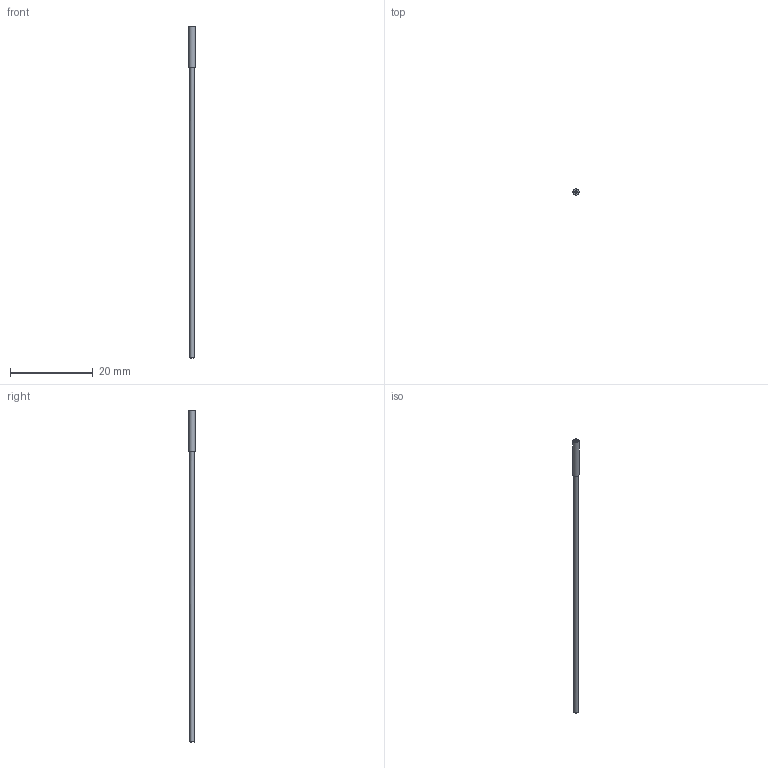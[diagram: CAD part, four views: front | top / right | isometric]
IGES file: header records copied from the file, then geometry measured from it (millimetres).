
Global section: file name: GPF-T046; native system: Autodesk Inventor 2018; preprocessor: unknown; author: Y.U.HONG; date: 20181217.130120; units: millimetre
Bounding box: 1.5 x 1.5 x 80 mm (x, y, z)
Volume: 72.7 mm3; surface area: 271.5 mm2
Topology: 1 solids, 1 shells, 27 faces, 50 edges, 28 vertices
Faces by surface type: bspline 27
